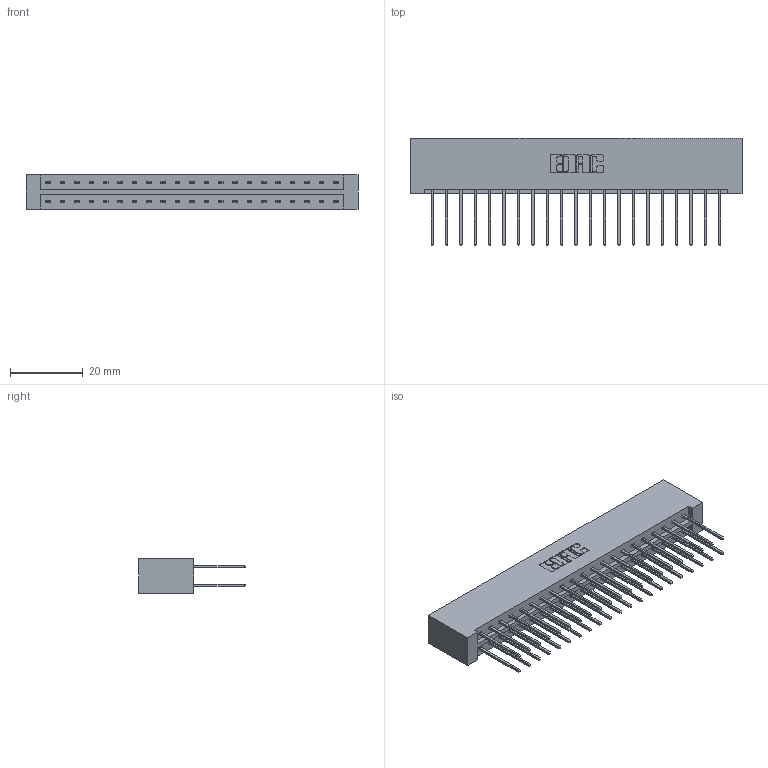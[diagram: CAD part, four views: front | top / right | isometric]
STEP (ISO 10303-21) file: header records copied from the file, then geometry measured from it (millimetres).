
FILE_DESCRIPTION (( 'STEP AP203' ), '1' );
FILE_NAME ('833-042-540-201.STEP', '2020-06-03T21:08:50', ( '' ), ( '' ), 'SwSTEP 2.0', 'SolidWorks 2020', '' );
FILE_SCHEMA (( 'CONFIG_CONTROL_DESIGN' ));
Length unit declared in the file: inch
Products named in the file (3): 833 Part_Lugless; 345-292-001_345-293-140; 833-042-540-201
Assembly tree (43 placements, depth 2):
  833-042-540-201
    833 Part_Lugless
    345-292-001_345-293-140  x42
Bounding box: 91.47 x 29.47 x 9.4 mm (x, y, z)
Volume: 9933.2 mm3; surface area: 12323.8 mm2
Topology: 43 solids, 43 shells, 2290 faces, 6797 edges, 4474 vertices
Faces by surface type: plane 1578, cylinder 712
Entity records: 15967 total; most frequent: CARTESIAN_POINT 2670, ORIENTED_EDGE 2606, DIRECTION 2311, EDGE_CURVE 1303, VECTOR 1183, LINE 1183, VERTEX_POINT 866, AXIS2_PLACEMENT_3D 564
